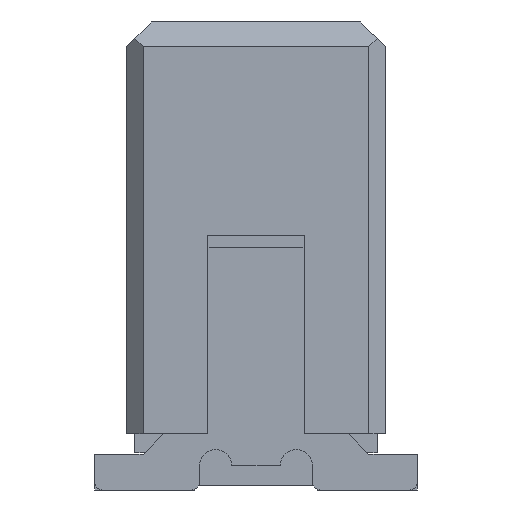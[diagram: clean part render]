
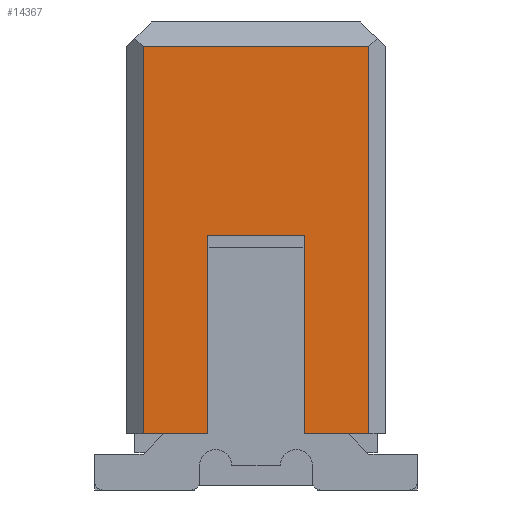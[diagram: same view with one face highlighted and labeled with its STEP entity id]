
A CAD part, left-side view. The second image highlights one B-rep face of the part: STEP entity #14367.
In plain terms, the highlighted planar face has unit normal (-1, 0, 0).
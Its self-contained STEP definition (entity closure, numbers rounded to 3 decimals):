
#13=DIRECTION('',(0.,-1.,0.));
#14=VECTOR('',#13,0.4);
#15=CARTESIAN_POINT('',(-3.68,0.7,-1.275));
#16=LINE('',#15,#14);
#77=DIRECTION('',(0.,-1.,0.));
#78=VECTOR('',#77,0.4);
#79=CARTESIAN_POINT('',(-3.68,-0.3,-1.275));
#80=LINE('',#79,#78);
#4721=DIRECTION('',(0.,0.,-1.));
#4722=VECTOR('',#4721,2.4);
#4723=CARTESIAN_POINT('',(-3.68,-0.7,1.125));
#4724=LINE('',#4723,#4722);
#4725=DIRECTION('',(0.,0.,1.));
#4726=VECTOR('',#4725,1.23);
#4727=CARTESIAN_POINT('',(-3.68,-0.3,-1.275));
#4728=LINE('',#4727,#4726);
#4729=DIRECTION('',(0.,1.,0.));
#4730=VECTOR('',#4729,0.6);
#4731=CARTESIAN_POINT('',(-3.68,-0.3,-0.045));
#4732=LINE('',#4731,#4730);
#4733=DIRECTION('',(0.,0.,1.));
#4734=VECTOR('',#4733,1.23);
#4735=CARTESIAN_POINT('',(-3.68,0.3,-1.275));
#4736=LINE('',#4735,#4734);
#4737=DIRECTION('',(0.,0.,-1.));
#4738=VECTOR('',#4737,2.4);
#4739=CARTESIAN_POINT('',(-3.68,0.7,1.125));
#4740=LINE('',#4739,#4738);
#4741=DIRECTION('',(0.,-1.,0.));
#4742=VECTOR('',#4741,1.4);
#4743=CARTESIAN_POINT('',(-3.68,0.7,1.125));
#4744=LINE('',#4743,#4742);
#6669=CARTESIAN_POINT('',(-3.68,-0.3,-1.275));
#6670=VERTEX_POINT('',#6669);
#6671=CARTESIAN_POINT('',(-3.68,0.3,-1.275));
#6673=VERTEX_POINT('',#6671);
#6693=CARTESIAN_POINT('',(-3.68,-0.3,-0.045));
#6694=CARTESIAN_POINT('',(-3.68,0.3,-0.045));
#6695=VERTEX_POINT('',#6693);
#6696=VERTEX_POINT('',#6694);
#6954=CARTESIAN_POINT('',(-3.68,-0.7,-1.275));
#6956=VERTEX_POINT('',#6954);
#6957=CARTESIAN_POINT('',(-3.68,-0.7,1.125));
#6958=VERTEX_POINT('',#6957);
#6959=CARTESIAN_POINT('',(-3.68,0.7,1.125));
#6960=VERTEX_POINT('',#6959);
#6963=CARTESIAN_POINT('',(-3.68,0.7,-1.275));
#6965=VERTEX_POINT('',#6963);
#14347=CARTESIAN_POINT('',(-3.68,0.8,-1.275));
#14348=DIRECTION('',(-1.,0.,0.));
#14349=DIRECTION('',(0.,-1.,0.));
#14350=AXIS2_PLACEMENT_3D('',#14347,#14348,#14349);
#14351=PLANE('',#14350);
#14352=ORIENTED_EDGE('',*,*,#14337,.T.);
#14353=ORIENTED_EDGE('',*,*,#7408,.F.);
#14355=ORIENTED_EDGE('',*,*,#14354,.T.);
#14357=ORIENTED_EDGE('',*,*,#14356,.T.);
#14359=ORIENTED_EDGE('',*,*,#14358,.F.);
#14360=ORIENTED_EDGE('',*,*,#7376,.F.);
#14362=ORIENTED_EDGE('',*,*,#14361,.F.);
#14364=ORIENTED_EDGE('',*,*,#14363,.T.);
#14365=EDGE_LOOP('',(#14352,#14353,#14355,#14357,#14359,#14360,#14362,#14364));
#14366=FACE_OUTER_BOUND('',#14365,.F.);
#14367=ADVANCED_FACE('',(#14366),#14351,.T.);
#7376=EDGE_CURVE('',#6965,#6673,#16,.T.);
#7408=EDGE_CURVE('',#6670,#6956,#80,.T.);
#14337=EDGE_CURVE('',#6958,#6956,#4724,.T.);
#14354=EDGE_CURVE('',#6670,#6695,#4728,.T.);
#14356=EDGE_CURVE('',#6695,#6696,#4732,.T.);
#14358=EDGE_CURVE('',#6673,#6696,#4736,.T.);
#14361=EDGE_CURVE('',#6960,#6965,#4740,.T.);
#14363=EDGE_CURVE('',#6960,#6958,#4744,.T.);
